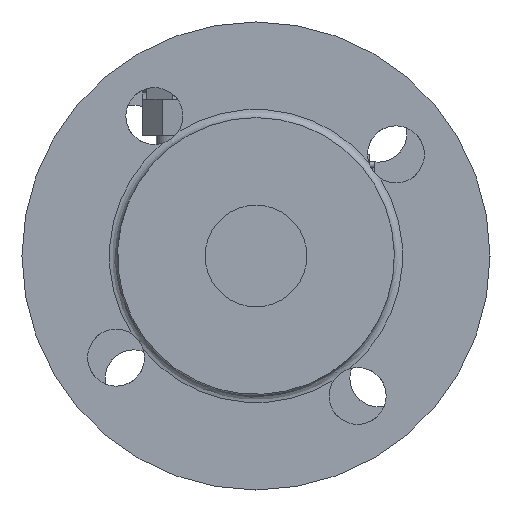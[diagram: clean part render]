
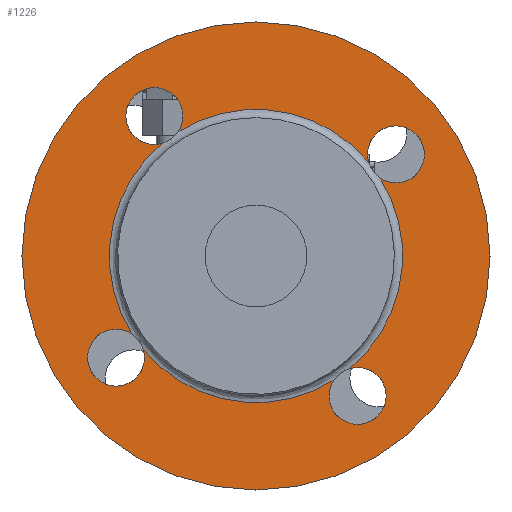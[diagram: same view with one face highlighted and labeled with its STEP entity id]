
A CAD part, left-side view. The second image highlights one B-rep face of the part: STEP entity #1226.
In plain terms, the highlighted planar face has unit normal (-1, 0, 0).
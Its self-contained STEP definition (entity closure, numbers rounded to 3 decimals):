
#230=CARTESIAN_POINT('',(-78.,0.0,32.5));
#231=VERTEX_POINT('',#230);
#232=CARTESIAN_POINT('',(-78.,0.0,-25.));
#233=DIRECTION('',(-1.0,0.0,0.0));
#234=DIRECTION('',(0.0,0.0,1.0));
#235=AXIS2_PLACEMENT_3D('',#232,#233,#234);
#236=CIRCLE('',#235,57.5);
#237=EDGE_CURVE('',#231,#231,#236,.T.);
#378=CARTESIAN_POINT('',(-78.,-27.656,-1.953));
#379=VERTEX_POINT('',#378);
#380=CARTESIAN_POINT('',(-78.,-30.465,-5.82));
#381=VERTEX_POINT('',#380);
#397=CARTESIAN_POINT('',(-78.,19.18,5.465));
#398=VERTEX_POINT('',#397);
#399=CARTESIAN_POINT('',(-78.,0.0,-25.));
#400=DIRECTION('',(-1.0,0.0,0.0));
#401=DIRECTION('',(0.0,0.0,-1.0));
#402=AXIS2_PLACEMENT_3D('',#399,#400,#401);
#403=CIRCLE('',#402,36.);
#404=EDGE_CURVE('',#379,#398,#403,.T.);
#406=CARTESIAN_POINT('',(-78.,23.047,2.656));
#407=VERTEX_POINT('',#406);
#423=CARTESIAN_POINT('',(-78.,30.465,-44.18));
#424=VERTEX_POINT('',#423);
#425=CARTESIAN_POINT('',(-78.,0.0,-25.));
#426=DIRECTION('',(-1.0,0.0,0.0));
#427=DIRECTION('',(0.0,0.0,-1.0));
#428=AXIS2_PLACEMENT_3D('',#425,#426,#427);
#429=CIRCLE('',#428,36.);
#430=EDGE_CURVE('',#407,#424,#429,.T.);
#432=CARTESIAN_POINT('',(-78.,27.656,-48.047));
#433=VERTEX_POINT('',#432);
#449=CARTESIAN_POINT('',(-78.,-19.18,-55.465));
#450=VERTEX_POINT('',#449);
#451=CARTESIAN_POINT('',(-78.,0.0,-25.));
#452=DIRECTION('',(-1.0,0.0,0.0));
#453=DIRECTION('',(0.0,0.0,-1.0));
#454=AXIS2_PLACEMENT_3D('',#451,#452,#453);
#455=CIRCLE('',#454,36.);
#456=EDGE_CURVE('',#433,#450,#455,.T.);
#458=CARTESIAN_POINT('',(-78.,-23.047,-52.656));
#459=VERTEX_POINT('',#458);
#475=CARTESIAN_POINT('',(-78.,0.0,-25.));
#476=DIRECTION('',(-1.0,0.0,0.0));
#477=DIRECTION('',(0.0,0.0,-1.0));
#478=AXIS2_PLACEMENT_3D('',#475,#476,#477);
#479=CIRCLE('',#478,36.);
#480=EDGE_CURVE('',#459,#381,#479,.T.);
#525=CARTESIAN_POINT('',(-78.,-24.981,-59.383));
#526=DIRECTION('',(1.0,0.0,0.0));
#527=DIRECTION('',(0.0,-1.0,0.0));
#528=AXIS2_PLACEMENT_3D('',#525,#526,#527);
#529=CIRCLE('',#528,7.);
#530=EDGE_CURVE('',#459,#450,#529,.T.);
#565=CARTESIAN_POINT('',(-78.,34.383,-49.981));
#566=DIRECTION('',(1.0,0.0,0.0));
#567=DIRECTION('',(0.0,0.0,-1.0));
#568=AXIS2_PLACEMENT_3D('',#565,#566,#567);
#569=CIRCLE('',#568,7.);
#570=EDGE_CURVE('',#433,#424,#569,.T.);
#605=CARTESIAN_POINT('',(-78.,24.981,9.383));
#606=DIRECTION('',(1.0,0.0,0.0));
#607=DIRECTION('',(0.0,1.0,0.0));
#608=AXIS2_PLACEMENT_3D('',#605,#606,#607);
#609=CIRCLE('',#608,7.);
#610=EDGE_CURVE('',#407,#398,#609,.T.);
#645=CARTESIAN_POINT('',(-78.,-34.383,-0.019));
#646=DIRECTION('',(1.0,0.0,0.0));
#647=DIRECTION('',(0.0,0.0,1.0));
#648=AXIS2_PLACEMENT_3D('',#645,#646,#647);
#649=CIRCLE('',#648,7.);
#650=EDGE_CURVE('',#379,#381,#649,.T.);
#1208=CARTESIAN_POINT('',(-78.,0.0,20.75));
#1209=DIRECTION('',(-1.0,0.0,0.0));
#1210=DIRECTION('',(0.0,0.0,1.0));
#1211=AXIS2_PLACEMENT_3D('',#1208,#1209,#1210);
#1212=PLANE('',#1211);
#1213=ORIENTED_EDGE('',*,*,#237,.T.);
#1214=EDGE_LOOP('',(#1213));
#1215=FACE_OUTER_BOUND('',#1214,.T.);
#1216=ORIENTED_EDGE('',*,*,#480,.F.);
#1217=ORIENTED_EDGE('',*,*,#530,.T.);
#1218=ORIENTED_EDGE('',*,*,#456,.F.);
#1219=ORIENTED_EDGE('',*,*,#570,.T.);
#1220=ORIENTED_EDGE('',*,*,#430,.F.);
#1221=ORIENTED_EDGE('',*,*,#610,.T.);
#1222=ORIENTED_EDGE('',*,*,#404,.F.);
#1223=ORIENTED_EDGE('',*,*,#650,.T.);
#1224=EDGE_LOOP('',(#1216,#1217,#1218,#1219,#1220,#1221,#1222,#1223));
#1225=FACE_BOUND('',#1224,.T.);
#1226=ADVANCED_FACE('',(#1215,#1225),#1212,.T.);
